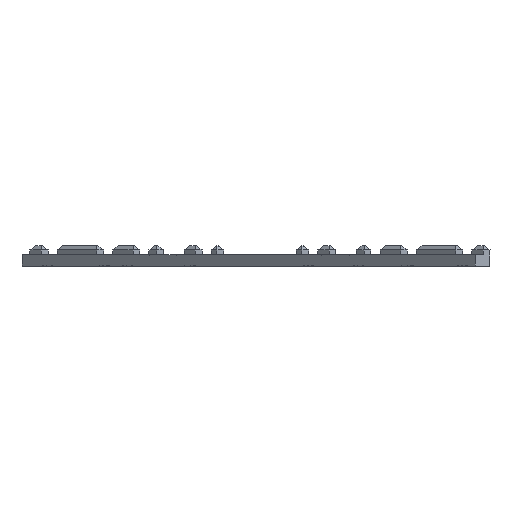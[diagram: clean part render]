
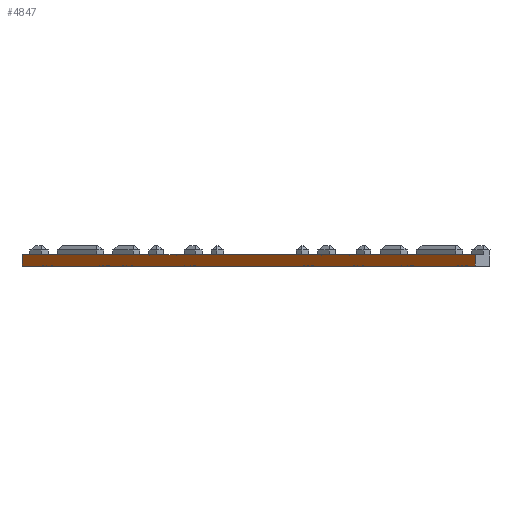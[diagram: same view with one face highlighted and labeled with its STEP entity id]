
A CAD part, front view. The second image highlights one B-rep face of the part: STEP entity #4847.
In plain terms, the highlighted planar face has unit normal (-0.707, -0.707, 0).
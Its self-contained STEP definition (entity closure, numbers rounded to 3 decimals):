
#152 = LINE ( 'NONE', #15748, #175 ) ;
#175 = VECTOR ( 'NONE', #15750, 1000. ) ;
#226 = LINE ( 'NONE', #15617, #238 ) ;
#230 = LINE ( 'NONE', #15430, #245 ) ;
#238 = VECTOR ( 'NONE', #15605, 1000. ) ;
#245 = VECTOR ( 'NONE', #15474, 1000. ) ;
#264 = LINE ( 'NONE', #15718, #265 ) ;
#265 = VECTOR ( 'NONE', #15719, 1000. ) ;
#504 = PLANE ( 'NONE',  #13981 ) ;
#517 = DIRECTION ( 'NONE',  ( 0., 0., -1. ) ) ;
#519 = DIRECTION ( 'NONE',  ( 0.707, 0.707, 0. ) ) ;
#542 = CARTESIAN_POINT ( 'NONE',  ( -152.447, -63.146, -5.5 ) ) ;
#2750 = FACE_OUTER_BOUND ( 'NONE', #4379, .T. ) ;
#4379 = EDGE_LOOP ( 'NONE', ( #5368, #5279, #5316, #5318, #5294, #5311, #5314, #5281 ) ) ;
#4847 = ADVANCED_FACE ( 'NONE', ( #2750 ), #504, .F. ) ;
#5279 = ORIENTED_EDGE ( 'NONE', *, *, #13480, .T. ) ;
#5281 = ORIENTED_EDGE ( 'NONE', *, *, #13399, .T. ) ;
#5294 = ORIENTED_EDGE ( 'NONE', *, *, #13318, .T. ) ;
#5311 = ORIENTED_EDGE ( 'NONE', *, *, #13356, .F. ) ;
#5314 = ORIENTED_EDGE ( 'NONE', *, *, #13141, .F. ) ;
#5316 = ORIENTED_EDGE ( 'NONE', *, *, #13362, .T. ) ;
#5318 = ORIENTED_EDGE ( 'NONE', *, *, #13472, .T. ) ;
#5368 = ORIENTED_EDGE ( 'NONE', *, *, #13373, .T. ) ;
#5494 = LINE ( 'NONE', #15952, #5499 ) ;
#5499 = VECTOR ( 'NONE', #15942, 1000. ) ;
#5601 = VECTOR ( 'NONE', #15948, 1000. ) ;
#5616 = LINE ( 'NONE', #15914, #5601 ) ;
#6417 = VERTEX_POINT ( 'NONE', #12488 ) ;
#6428 = VERTEX_POINT ( 'NONE', #12443 ) ;
#6541 = VERTEX_POINT ( 'NONE', #12568 ) ;
#6571 = VERTEX_POINT ( 'NONE', #12640 ) ;
#6572 = VERTEX_POINT ( 'NONE', #12652 ) ;
#6597 = VERTEX_POINT ( 'NONE', #12620 ) ;
#6598 = VERTEX_POINT ( 'NONE', #12668 ) ;
#6600 = VERTEX_POINT ( 'NONE', #12651 ) ;
#9446 = LINE ( 'NONE', #14524, #9455 ) ;
#9455 = VECTOR ( 'NONE', #14496, 1000. ) ;
#11404 = LINE ( 'NONE', #15516, #11422 ) ;
#11422 = VECTOR ( 'NONE', #15555, 1000. ) ;
#12443 = CARTESIAN_POINT ( 'NONE',  ( -152.447, -63.146, -5.5 ) ) ;
#12488 = CARTESIAN_POINT ( 'NONE',  ( 130.254, -345.847, -5.5 ) ) ;
#12568 = CARTESIAN_POINT ( 'NONE',  ( -56.351, -159.241, 1.5 ) ) ;
#12620 = CARTESIAN_POINT ( 'NONE',  ( -152.447, -63.146, 1.5 ) ) ;
#12640 = CARTESIAN_POINT ( 'NONE',  ( 130.254, -345.847, 1.5 ) ) ;
#12651 = CARTESIAN_POINT ( 'NONE',  ( 34.159, -249.751, 1.5 ) ) ;
#12652 = CARTESIAN_POINT ( 'NONE',  ( 51.2, -266.792, 1.5 ) ) ;
#12668 = CARTESIAN_POINT ( 'NONE',  ( -73.392, -142.2, 1.5 ) ) ;
#13141 = EDGE_CURVE ( 'NONE', #6417, #6428, #9446, .T. ) ;
#13318 = EDGE_CURVE ( 'NONE', #6598, #6597, #11404, .T. ) ;
#13356 = EDGE_CURVE ( 'NONE', #6428, #6597, #226, .T. ) ;
#13362 = EDGE_CURVE ( 'NONE', #6600, #6541, #230, .T. ) ;
#13373 = EDGE_CURVE ( 'NONE', #6571, #6572, #264, .T. ) ;
#13399 = EDGE_CURVE ( 'NONE', #6417, #6571, #152, .T. ) ;
#13472 = EDGE_CURVE ( 'NONE', #6541, #6598, #5494, .T. ) ;
#13480 = EDGE_CURVE ( 'NONE', #6572, #6600, #5616, .T. ) ;
#13981 = AXIS2_PLACEMENT_3D ( 'NONE', #542, #519, #517 ) ;
#14496 = DIRECTION ( 'NONE',  ( -0.707, 0.707, 0. ) ) ;
#14524 = CARTESIAN_POINT ( 'NONE',  ( -152.447, -63.146, -5.5 ) ) ;
#15430 = CARTESIAN_POINT ( 'NONE',  ( -152.447, -63.146, 1.5 ) ) ;
#15474 = DIRECTION ( 'NONE',  ( -0.707, 0.707, 0. ) ) ;
#15516 = CARTESIAN_POINT ( 'NONE',  ( -152.447, -63.146, 1.5 ) ) ;
#15555 = DIRECTION ( 'NONE',  ( -0.707, 0.707, 0. ) ) ;
#15605 = DIRECTION ( 'NONE',  ( 0., 0., 1. ) ) ;
#15617 = CARTESIAN_POINT ( 'NONE',  ( -152.447, -63.146, -5.5 ) ) ;
#15718 = CARTESIAN_POINT ( 'NONE',  ( -152.447, -63.146, 1.5 ) ) ;
#15719 = DIRECTION ( 'NONE',  ( -0.707, 0.707, 0. ) ) ;
#15748 = CARTESIAN_POINT ( 'NONE',  ( 130.254, -345.847, -5.5 ) ) ;
#15750 = DIRECTION ( 'NONE',  ( 0., 0., 1. ) ) ;
#15914 = CARTESIAN_POINT ( 'NONE',  ( -152.447, -63.146, 1.5 ) ) ;
#15942 = DIRECTION ( 'NONE',  ( -0.707, 0.707, 0. ) ) ;
#15948 = DIRECTION ( 'NONE',  ( -0.707, 0.707, 0. ) ) ;
#15952 = CARTESIAN_POINT ( 'NONE',  ( -152.447, -63.146, 1.5 ) ) ;
